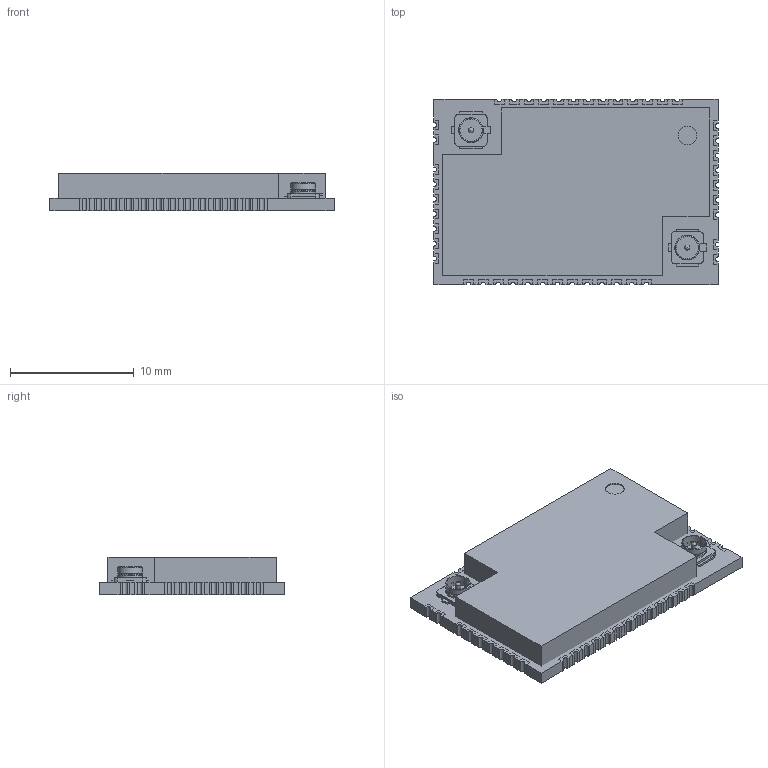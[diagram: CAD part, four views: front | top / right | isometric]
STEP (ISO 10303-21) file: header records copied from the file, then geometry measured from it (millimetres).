
FILE_DESCRIPTION(/* description */ (''),/* implementation_level */ '2;1');
FILE_NAME(/* name */ 'RAK4630.step',/* time_stamp */ '2020-10-13T14:12:26-05:00',/* author */ (''),/* organization */ (''),/* preprocessor_version */ 'ST-DEVELOPER v18.1',/* originating_system */ 'Autodesk Translation Framework v9.3.0.1241',/* authorisation */ '');
FILE_SCHEMA (('AUTOMOTIVE_DESIGN { 1 0 10303 214 3 1 1 }'));
Length unit declared in the file: millimetre
Products named in the file (2): RAK4630; U.FL_Hirose_U.FL-R-SMT-1_Vertical
Assembly tree (2 placements, depth 2):
  RAK4630
    U.FL_Hirose_U.FL-R-SMT-1_Vertical  x2
Bounding box: 23 x 15 x 3 mm (x, y, z)
Surface area: 1726.6 mm2
Topology: 49 solids, 49 shells, 640 faces, 1592 edges, 1052 vertices
Faces by surface type: plane 568, cylinder 64, cone 6, sphere 2
Full cylindrical faces by diameter (mm): 0.4 x2, 1.5 x2, 1.8 x2, 1.92 x2, 2 x4
Entity records: 17463 total; most frequent: CARTESIAN_POINT 3054, ORIENTED_EDGE 2952, DIRECTION 2790, EDGE_CURVE 1476, LINE 1358, VECTOR 1358, VERTEX_POINT 980, AXIS2_PLACEMENT_3D 716
